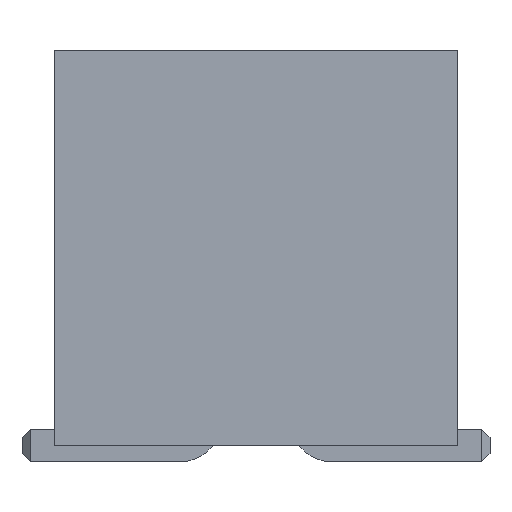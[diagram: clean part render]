
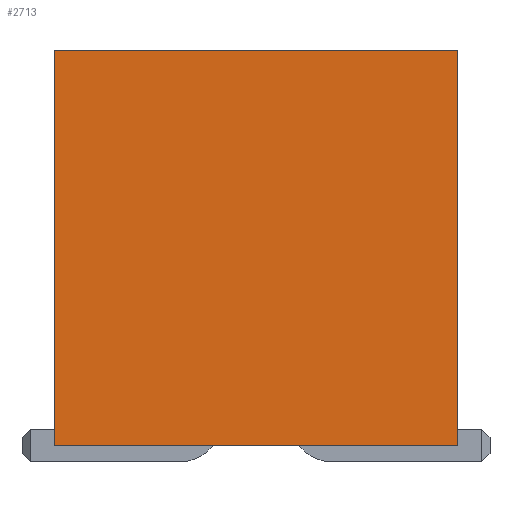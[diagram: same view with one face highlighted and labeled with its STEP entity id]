
A CAD part, front view. The second image highlights one B-rep face of the part: STEP entity #2713.
In plain terms, the highlighted planar face has unit normal (0, -1, 0).
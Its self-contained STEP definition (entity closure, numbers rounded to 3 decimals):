
#247=FACE_OUTER_BOUND('',#410,.T.);
#410=EDGE_LOOP('',(#2384,#2385,#2386,#2387));
#721=LINE('',#4368,#1056);
#742=LINE('',#4411,#1077);
#743=LINE('',#4412,#1078);
#744=LINE('',#4413,#1079);
#1056=VECTOR('',#3612,10.);
#1077=VECTOR('',#3651,10.);
#1078=VECTOR('',#3652,10.);
#1079=VECTOR('',#3653,10.);
#1290=VERTEX_POINT('',#4365);
#1291=VERTEX_POINT('',#4367);
#1303=VERTEX_POINT('',#4409);
#1304=VERTEX_POINT('',#4410);
#1645=EDGE_CURVE('',#1290,#1291,#721,.T.);
#1666=EDGE_CURVE('',#1303,#1304,#742,.T.);
#1667=EDGE_CURVE('',#1304,#1291,#743,.T.);
#1668=EDGE_CURVE('',#1303,#1290,#744,.T.);
#2384=ORIENTED_EDGE('',*,*,#1666,.T.);
#2385=ORIENTED_EDGE('',*,*,#1667,.T.);
#2386=ORIENTED_EDGE('',*,*,#1645,.F.);
#2387=ORIENTED_EDGE('',*,*,#1668,.F.);
#2550=PLANE('',#2931);
#2713=ADVANCED_FACE('',(#247),#2550,.T.);
#2931=AXIS2_PLACEMENT_3D('',#4408,#3649,#3650);
#3612=DIRECTION('',(1.,0.,0.));
#3649=DIRECTION('center_axis',(0.,-1.,0.));
#3650=DIRECTION('ref_axis',(1.,0.,0.));
#3651=DIRECTION('',(1.,0.,0.));
#3652=DIRECTION('',(0.,0.,1.));
#3653=DIRECTION('',(0.,0.,1.));
#4365=CARTESIAN_POINT('',(-2.5,-5.64,4.9));
#4367=CARTESIAN_POINT('',(2.5,-5.64,4.9));
#4368=CARTESIAN_POINT('',(-2.5,-5.64,4.9));
#4408=CARTESIAN_POINT('Origin',(-2.5,-5.64,0.));
#4409=CARTESIAN_POINT('',(-2.5,-5.64,0.));
#4410=CARTESIAN_POINT('',(2.5,-5.64,0.));
#4411=CARTESIAN_POINT('',(-2.5,-5.64,0.));
#4412=CARTESIAN_POINT('',(2.5,-5.64,0.));
#4413=CARTESIAN_POINT('',(-2.5,-5.64,0.));
